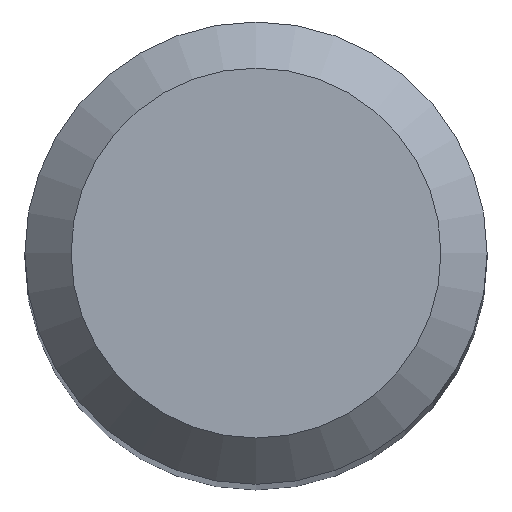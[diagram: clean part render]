
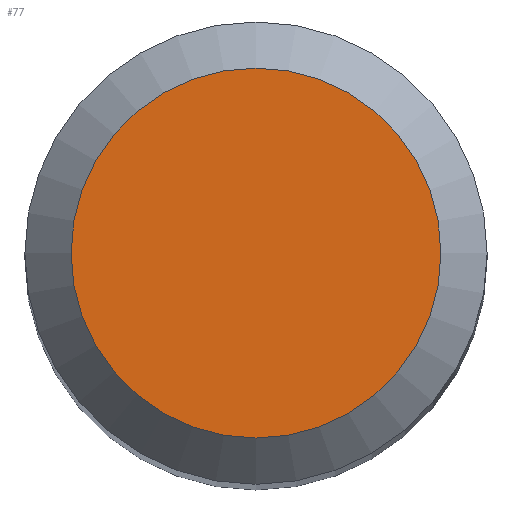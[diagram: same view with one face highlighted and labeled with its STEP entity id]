
A CAD part, top view. The second image highlights one B-rep face of the part: STEP entity #77.
In plain terms, the highlighted planar face has unit normal (0, 0, 1).
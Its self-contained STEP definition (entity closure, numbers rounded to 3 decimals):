
#18 = CIRCLE ( 'NONE', #81, 2.4 ) ;
#23 = EDGE_CURVE ( 'NONE', #135, #135, #18, .T. ) ;
#29 = AXIS2_PLACEMENT_3D ( 'NONE', #170, #75, #55 ) ;
#44 = ORIENTED_EDGE ( 'NONE', *, *, #23, .F. ) ;
#55 = DIRECTION ( 'NONE',  ( 0., 1., 0. ) ) ;
#66 = DIRECTION ( 'NONE',  ( 0., 1., 0. ) ) ;
#70 = PLANE ( 'NONE',  #29 ) ;
#75 = DIRECTION ( 'NONE',  ( 0., 0., -1. ) ) ;
#77 = ADVANCED_FACE ( 'NONE', ( #155 ), #70, .F. ) ;
#81 = AXIS2_PLACEMENT_3D ( 'NONE', #84, #215, #66 ) ;
#84 = CARTESIAN_POINT ( 'NONE',  ( 0., 0., 50. ) ) ;
#135 = VERTEX_POINT ( 'NONE', #186 ) ;
#148 = EDGE_LOOP ( 'NONE', ( #44 ) ) ;
#155 = FACE_OUTER_BOUND ( 'NONE', #148, .T. ) ;
#170 = CARTESIAN_POINT ( 'NONE',  ( 0., 0., 50. ) ) ;
#186 = CARTESIAN_POINT ( 'NONE',  ( 0., 2.4, 50. ) ) ;
#215 = DIRECTION ( 'NONE',  ( 0., 0., -1. ) ) ;
